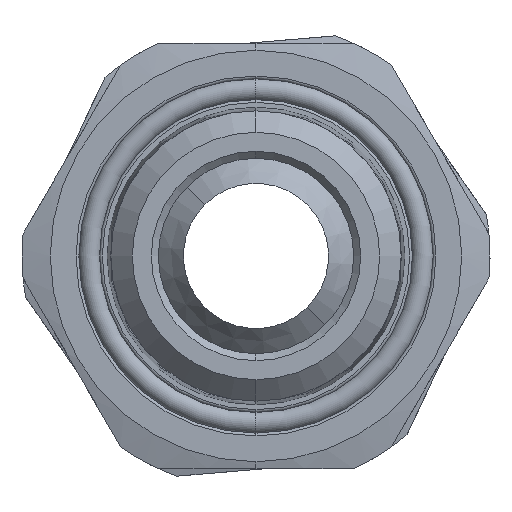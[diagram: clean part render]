
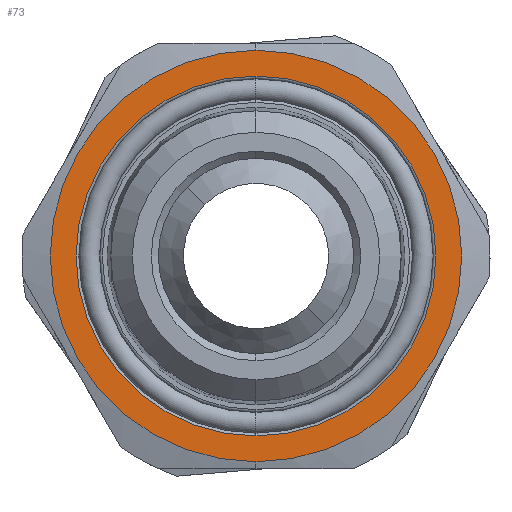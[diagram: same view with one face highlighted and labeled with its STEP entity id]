
A CAD part, left-side view. The second image highlights one B-rep face of the part: STEP entity #73.
In plain terms, the highlighted planar face has unit normal (-1, 0, 0).
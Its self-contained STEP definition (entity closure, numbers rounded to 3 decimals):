
#17 = VERTEX_POINT ( 'NONE', #75 ) ;
#59 = DIRECTION ( 'NONE',  ( -1., 0., 0. ) ) ;
#73 = ADVANCED_FACE ( 'NONE', ( #1944, #1499 ), #2606, .T. ) ;
#75 = CARTESIAN_POINT ( 'NONE',  ( 20.2, 0., -12.9 ) ) ;
#125 = CIRCLE ( 'NONE', #824, 14.75 ) ;
#240 = VERTEX_POINT ( 'NONE', #1524 ) ;
#323 = EDGE_LOOP ( 'NONE', ( #926, #2229 ) ) ;
#493 = ORIENTED_EDGE ( 'NONE', *, *, #844, .T. ) ;
#564 = EDGE_CURVE ( 'NONE', #240, #17, #2011, .T. ) ;
#635 = DIRECTION ( 'NONE',  ( 1., 0., 0. ) ) ;
#708 = DIRECTION ( 'NONE',  ( 1., 0., 0. ) ) ;
#774 = AXIS2_PLACEMENT_3D ( 'NONE', #2072, #635, #1854 ) ;
#824 = AXIS2_PLACEMENT_3D ( 'NONE', #1288, #59, #1497 ) ;
#844 = EDGE_CURVE ( 'NONE', #17, #240, #885, .T. ) ;
#845 = AXIS2_PLACEMENT_3D ( 'NONE', #2002, #1975, #2124 ) ;
#885 = CIRCLE ( 'NONE', #913, 12.9 ) ;
#913 = AXIS2_PLACEMENT_3D ( 'NONE', #1931, #708, #2147 ) ;
#926 = ORIENTED_EDGE ( 'NONE', *, *, #2689, .T. ) ;
#945 = DIRECTION ( 'NONE',  ( 0., 0., 1. ) ) ;
#1148 = DIRECTION ( 'NONE',  ( -1., 0., 0. ) ) ;
#1288 = CARTESIAN_POINT ( 'NONE',  ( 20.2, 0., 0. ) ) ;
#1334 = CARTESIAN_POINT ( 'NONE',  ( 20.2, 0., -14.75 ) ) ;
#1497 = DIRECTION ( 'NONE',  ( 0., 0., 1. ) ) ;
#1499 = FACE_OUTER_BOUND ( 'NONE', #323, .T. ) ;
#1524 = CARTESIAN_POINT ( 'NONE',  ( 20.2, 0., 12.9 ) ) ;
#1748 = EDGE_LOOP ( 'NONE', ( #1793, #493 ) ) ;
#1793 = ORIENTED_EDGE ( 'NONE', *, *, #564, .T. ) ;
#1839 = EDGE_CURVE ( 'NONE', #2001, #1860, #2658, .T. ) ;
#1854 = DIRECTION ( 'NONE',  ( 0., 0., 1. ) ) ;
#1860 = VERTEX_POINT ( 'NONE', #2239 ) ;
#1931 = CARTESIAN_POINT ( 'NONE',  ( 20.2, 0., 0. ) ) ;
#1944 = FACE_BOUND ( 'NONE', #1748, .T. ) ;
#1975 = DIRECTION ( 'NONE',  ( -1., 0., 0. ) ) ;
#2001 = VERTEX_POINT ( 'NONE', #1334 ) ;
#2002 = CARTESIAN_POINT ( 'NONE',  ( 20.2, 0., 0. ) ) ;
#2011 = CIRCLE ( 'NONE', #774, 12.9 ) ;
#2072 = CARTESIAN_POINT ( 'NONE',  ( 20.2, 0., 0. ) ) ;
#2124 = DIRECTION ( 'NONE',  ( 0., 0., 1. ) ) ;
#2126 = AXIS2_PLACEMENT_3D ( 'NONE', #2597, #1148, #945 ) ;
#2147 = DIRECTION ( 'NONE',  ( 0., 0., 1. ) ) ;
#2229 = ORIENTED_EDGE ( 'NONE', *, *, #1839, .T. ) ;
#2239 = CARTESIAN_POINT ( 'NONE',  ( 20.2, 0., 14.75 ) ) ;
#2597 = CARTESIAN_POINT ( 'NONE',  ( 20.2, 0., -10.67 ) ) ;
#2606 = PLANE ( 'NONE',  #2126 ) ;
#2658 = CIRCLE ( 'NONE', #845, 14.75 ) ;
#2689 = EDGE_CURVE ( 'NONE', #1860, #2001, #125, .T. ) ;
